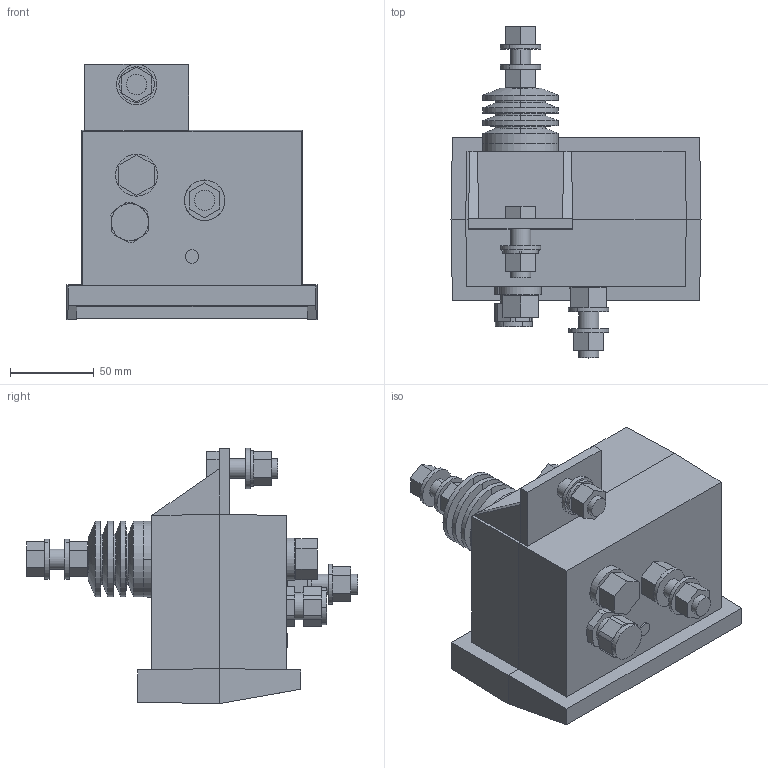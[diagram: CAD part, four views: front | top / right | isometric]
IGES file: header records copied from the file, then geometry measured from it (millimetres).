
Global section: file name: 994001+004.sat.ipt; native system: Autodesk Inventor 2015; preprocessor: unknown; author: eng41718; date: 20190709.090704; units: millimetre
Bounding box: 148.91 x 197.7 x 152.05 mm (x, y, z)
Volume: 1227186.5 mm3; surface area: 112679.1 mm2
Topology: 1 solids, 1 shells, 239 faces, 580 edges, 374 vertices
Faces by surface type: plane 154, cylinder 44, cone 18, bspline 17, revolution 6
Full cylindrical faces by diameter (mm): 12 x4, 16 x1, 24 x1, 25 x1, 45 x4
